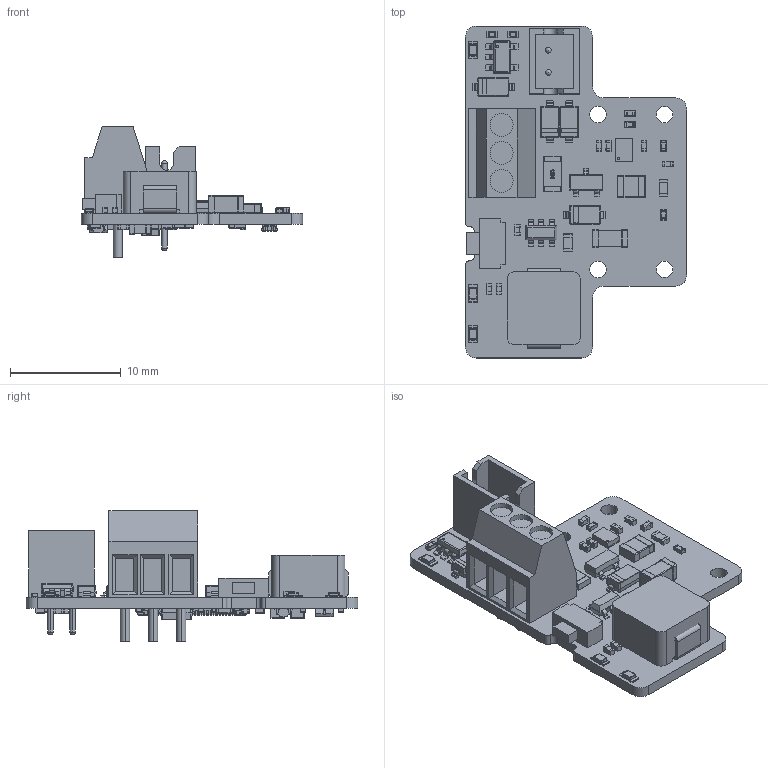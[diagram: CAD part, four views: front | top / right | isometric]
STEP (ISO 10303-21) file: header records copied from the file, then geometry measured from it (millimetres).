
FILE_DESCRIPTION(/* description */ ('PCB Design'),/* implementation_level */ '2;1');
FILE_NAME(/* name */ 'RAK19016_VB_2022_0221_1_3D',/* time_stamp */ '2022-05-08T23:40:35+08:00',/* author */ (''),/* organization */ (''),/* preprocessor_version */ 'ST-DEVELOPER v16',/* originating_system */ 'allegro_17.4S012',/* authorisation */ '');
FILE_SCHEMA (('AUTOMOTIVE_DESIGN { 1 0 10303 214 3 1 1 }'));
Products named in the file (48): RAK19016_VB_2022_0221_1_3D; BOARD_OUTLINE; COMPONENTS; UTDFN-1_5X2-6L; SOT-23-5; SR0402; SR0805; SR0603; SC0402; SC0603; MBR140SF; SL1008; SD0603-LED-B; BTB40_2X20_4MM_M; SOT-23-6; SR1206; 2_54-03P; SOD-123; SOT23; SC1206; SC0805; MWSA06; TSW4-RG_1; SOT-416; PH2MM_2A; SG-MICRO-SGM6036_[UTDFN-1_5X2-6L]; RES-SM-CHIP; RES-SM-CHIP-0805[2012]; User Library-Rchip; CAP-SM-MLCC-0402[1005]; CAP-SM-MLCC-0603[1608]; INDUCTOR-CHIP-SM; LED0603; BTB40-2X20-4MM-M; User Library-SOT-23-6; User Library-SMD RESISTOR-1; User Library-DG308-3; CircuitWorks-SOT-23; CAP-SM-MLCC-1206[3216]; User Library-CapCeramic_Kemet_0805_2012 ...
Assembly tree (88 placements, depth 5):
  RAK19016_VB_2022_0221_1_3D
    BOARD_OUTLINE
    COMPONENTS
      UTDFN-1_5X2-6L
        SG-MICRO-SGM6036_[UTDFN-1_5X2-6L]
      SOT-23-5
        SOT-23-5
      SR0402  x18
        RES-SM-CHIP
      SR0805
        RES-SM-CHIP-0805[2012]
      SR0603
        User Library-Rchip
      SC0402  x13
        CAP-SM-MLCC-0402[1005]
      SC0603  x5
        CAP-SM-MLCC-0603[1608]
      MBR140SF  x2
        SOD-123
      SL1008
        INDUCTOR-CHIP-SM
      SD0603-LED-B  x3
        LED0603
      BTB40_2X20_4MM_M
        BTB40-2X20-4MM-M
      SOT-23-6
        User Library-SOT-23-6
      SR1206
        User Library-SMD RESISTOR-1
      2_54-03P
        User Library-DG308-3
      SOD-123  x3
        SOD-123
      SOT23
        CircuitWorks-SOT-23
      SC1206
        CAP-SM-MLCC-1206[3216]
      SC0805  x2
        User Library-CapCeramic_Kemet_0805_2012
      MWSA06
        User Library-MWSA0604S
          MWSA0604S-HOUSE
          MWSA0604S-PIN
      TSW4-RG_1
        TS-1806B
      SOT-416  x2
        User Library-SOT-416
      PH2MM_2A
        User Library-B2B-PH-K-S(LF)(SN)
Bounding box: 20 x 30 x 11.83 mm (x, y, z)
Volume: 590.6 mm3; surface area: 2594 mm2
Topology: 69 solids, 70 shells, 5409 faces, 13281 edges, 7863 vertices
Faces by surface type: plane 2425, cylinder 1893, bspline 587, torus 480, sphere 24
Full cylindrical faces by diameter (mm): 0.15 x1, 0.2 x2
Entity records: 98782 total; most frequent: CARTESIAN_POINT 21717, ORIENTED_EDGE 13194, DIRECTION 12286, EDGE_CURVE 6609, VECTOR 4653, LINE 4653, VERTEX_POINT 4154, AXIS2_PLACEMENT_3D 4012
